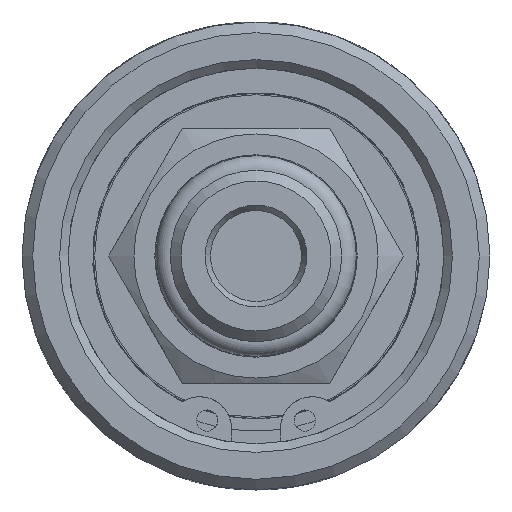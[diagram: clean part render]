
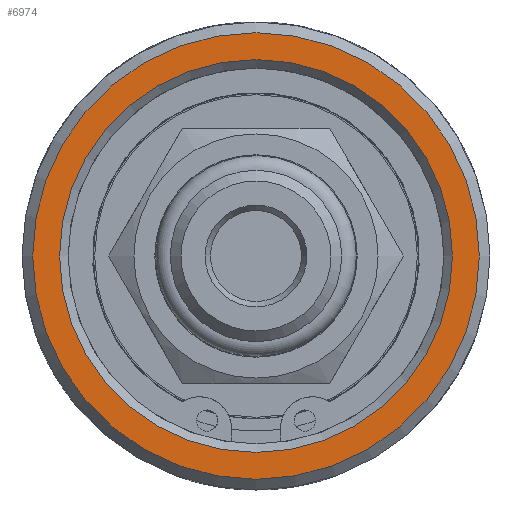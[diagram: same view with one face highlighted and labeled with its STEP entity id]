
A CAD part, left-side view. The second image highlights one B-rep face of the part: STEP entity #6974.
In plain terms, the highlighted planar face has unit normal (-1, 0, 0).
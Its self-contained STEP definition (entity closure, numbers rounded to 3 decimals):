
#404=FACE_BOUND('',#2405,.T.);
#1378=CIRCLE('',#7563,20.85);
#1379=CIRCLE('',#7565,18.34);
#1593=PLANE('',#7564);
#1964=FACE_OUTER_BOUND('',#2404,.T.);
#2404=EDGE_LOOP('',(#6358));
#2405=EDGE_LOOP('',(#6359));
#3386=VERTEX_POINT('',#16887);
#3387=VERTEX_POINT('',#16891);
#4391=EDGE_CURVE('',#3386,#3386,#1378,.T.);
#4392=EDGE_CURVE('',#3387,#3387,#1379,.T.);
#6358=ORIENTED_EDGE('',*,*,#4391,.F.);
#6359=ORIENTED_EDGE('',*,*,#4392,.F.);
#6974=ADVANCED_FACE('',(#1964,#404),#1593,.T.);
#7563=AXIS2_PLACEMENT_3D('',#16889,#9086,#9087);
#7564=AXIS2_PLACEMENT_3D('',#16890,#9088,#9089);
#7565=AXIS2_PLACEMENT_3D('',#16892,#9090,#9091);
#9086=DIRECTION('center_axis',(1.,0.,0.));
#9087=DIRECTION('ref_axis',(0.,-1.,0.));
#9088=DIRECTION('center_axis',(-1.,0.,0.));
#9089=DIRECTION('ref_axis',(0.,0.,1.));
#9090=DIRECTION('center_axis',(-1.,0.,0.));
#9091=DIRECTION('ref_axis',(0.,0.,-1.));
#16887=CARTESIAN_POINT('',(29.8,20.85,0.));
#16889=CARTESIAN_POINT('Origin',(29.8,0.,0.));
#16890=CARTESIAN_POINT('Origin',(29.8,0.,0.));
#16891=CARTESIAN_POINT('',(29.8,0.,18.34));
#16892=CARTESIAN_POINT('Origin',(29.8,0.,0.));
